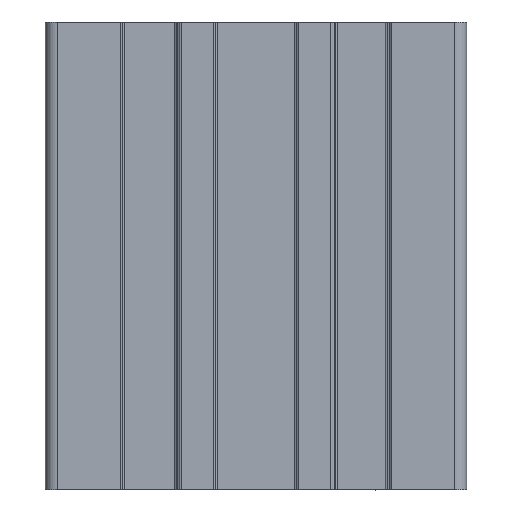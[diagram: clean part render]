
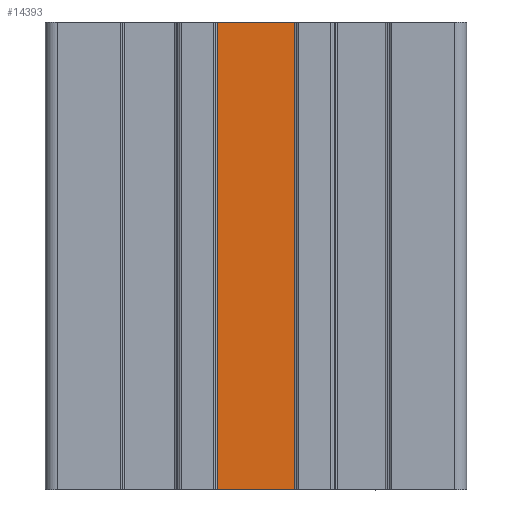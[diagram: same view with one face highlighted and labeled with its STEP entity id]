
A CAD part, front view. The second image highlights one B-rep face of the part: STEP entity #14393.
In plain terms, the highlighted planar face has unit normal (0, -1, 0).
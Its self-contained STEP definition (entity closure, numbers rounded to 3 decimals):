
#183 = LINE ( 'NONE', #2896, #16275 ) ;
#2205 = FACE_OUTER_BOUND ( 'NONE', #7389, .T. ) ;
#2535 = CARTESIAN_POINT ( 'NONE',  ( 0., 1014.496, 100. ) ) ;
#2575 = ORIENTED_EDGE ( 'NONE', *, *, #14467, .F. ) ;
#2896 = CARTESIAN_POINT ( 'NONE',  ( 0., 1014.496, 100. ) ) ;
#3027 = CARTESIAN_POINT ( 'NONE',  ( 6934.08, 1014.496, 100. ) ) ;
#3863 = EDGE_CURVE ( 'NONE', #8896, #6193, #21104, .T. ) ;
#4699 = DIRECTION ( 'NONE',  ( 0., 1., 0. ) ) ;
#6193 = VERTEX_POINT ( 'NONE', #3027 ) ;
#6657 = VECTOR ( 'NONE', #19479, 1000. ) ;
#7069 = CARTESIAN_POINT ( 'NONE',  ( 6934.08, 1014.496, 100. ) ) ;
#7170 = DIRECTION ( 'NONE',  ( 0., 0., 1. ) ) ;
#7309 = LINE ( 'NONE', #17441, #6657 ) ;
#7389 = EDGE_LOOP ( 'NONE', ( #10087, #2575, #25945, #10639 ) ) ;
#8657 = LINE ( 'NONE', #24990, #24411 ) ;
#8896 = VERTEX_POINT ( 'NONE', #12403 ) ;
#9420 = VERTEX_POINT ( 'NONE', #10158 ) ;
#10087 = ORIENTED_EDGE ( 'NONE', *, *, #21346, .F. ) ;
#10158 = CARTESIAN_POINT ( 'NONE',  ( 6950.68, 1014.496, 100. ) ) ;
#10248 = VECTOR ( 'NONE', #7170, 1000. ) ;
#10639 = ORIENTED_EDGE ( 'NONE', *, *, #15310, .T. ) ;
#10797 = CARTESIAN_POINT ( 'NONE',  ( 6950.68, 1014.496, 0. ) ) ;
#12403 = CARTESIAN_POINT ( 'NONE',  ( 6934.08, 1014.496, 0. ) ) ;
#14393 = ADVANCED_FACE ( 'NONE', ( #2205 ), #15114, .F. ) ;
#14467 = EDGE_CURVE ( 'NONE', #6193, #9420, #183, .T. ) ;
#14655 = VERTEX_POINT ( 'NONE', #10797 ) ;
#14788 = DIRECTION ( 'NONE',  ( 0., 0., -1. ) ) ;
#15114 = PLANE ( 'NONE',  #24410 ) ;
#15286 = DIRECTION ( 'NONE',  ( 1., 0., 0. ) ) ;
#15310 = EDGE_CURVE ( 'NONE', #8896, #14655, #7309, .T. ) ;
#16275 = VECTOR ( 'NONE', #15286, 1000. ) ;
#17441 = CARTESIAN_POINT ( 'NONE',  ( 0., 1014.496, 0. ) ) ;
#19185 = DIRECTION ( 'NONE',  ( 0., 0., 1. ) ) ;
#19479 = DIRECTION ( 'NONE',  ( 1., 0., 0. ) ) ;
#21104 = LINE ( 'NONE', #7069, #10248 ) ;
#21346 = EDGE_CURVE ( 'NONE', #9420, #14655, #8657, .T. ) ;
#24410 = AXIS2_PLACEMENT_3D ( 'NONE', #2535, #4699, #19185 ) ;
#24411 = VECTOR ( 'NONE', #14788, 1000. ) ;
#24990 = CARTESIAN_POINT ( 'NONE',  ( 6950.68, 1014.496, 100. ) ) ;
#25945 = ORIENTED_EDGE ( 'NONE', *, *, #3863, .F. ) ;
